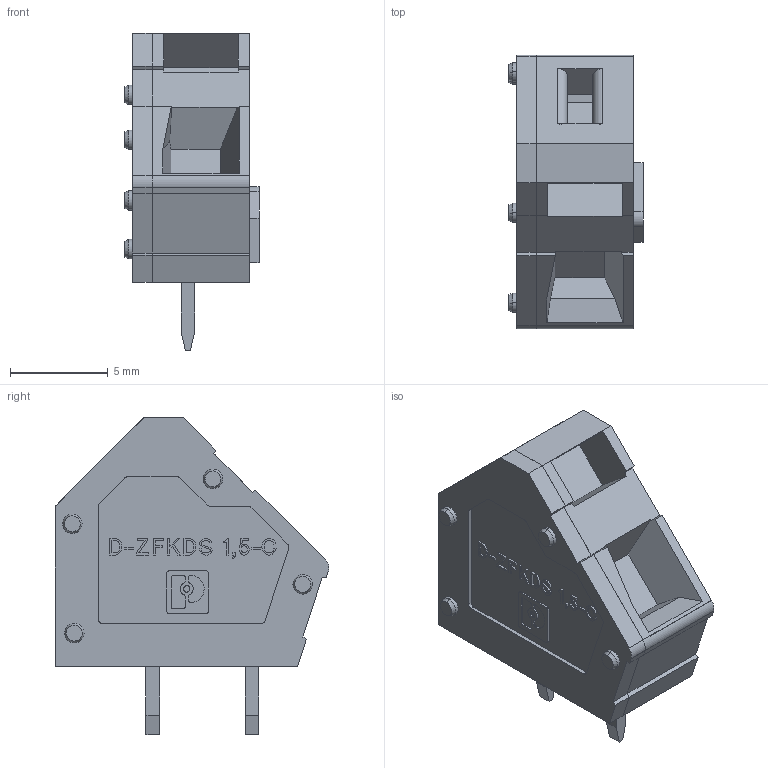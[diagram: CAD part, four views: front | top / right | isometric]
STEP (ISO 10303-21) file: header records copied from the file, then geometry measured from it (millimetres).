
FILE_DESCRIPTION (( 'STEP AP214' ), '1' );
FILE_NAME ('1889262.STEP', '2025-03-25T16:49:15', ( '' ), ( '' ), 'SwSTEP 2.0', 'SolidWorks 2024', '' );
FILE_SCHEMA (( 'AUTOMOTIVE_DESIGN' ));
Length unit declared in the file: millimetre
Products named in the file (5): 1889262_03; 1889262; 1889262_04; 1889262_02; 1889262_01
Assembly tree (4 placements, depth 2):
  1889262
    1889262_01
    1889262_02
    1889262_03
    1889262_04
Bounding box: 6.88 x 14.02 x 16.25 mm (x, y, z)
Volume: 729.2 mm3; surface area: 993.4 mm2
Topology: 4 solids, 4 shells, 921 faces, 2611 edges, 1744 vertices
Faces by surface type: plane 795, cylinder 81, bspline 37, cone 8
Entity records: 30909 total; most frequent: CARTESIAN_POINT 6854, ORIENTED_EDGE 5222, DIRECTION 4503, EDGE_CURVE 2611, LINE 2349, VECTOR 2349, VERTEX_POINT 1744, AXIS2_PLACEMENT_3D 1077
